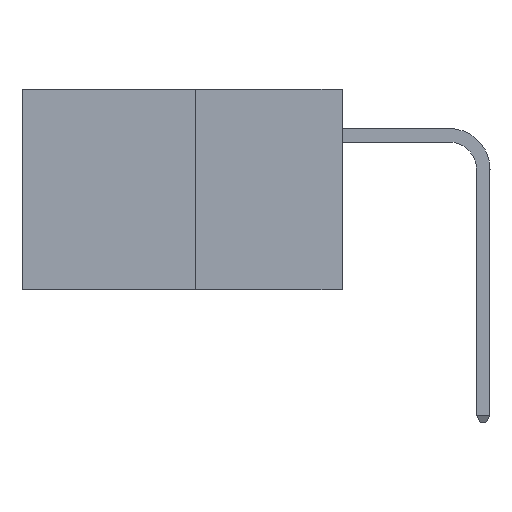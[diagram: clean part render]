
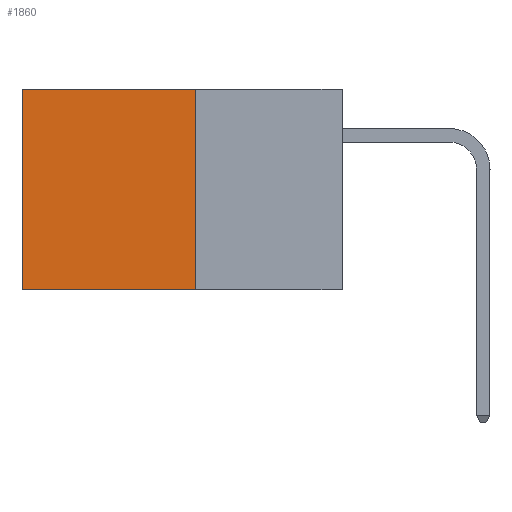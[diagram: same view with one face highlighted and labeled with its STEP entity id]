
A CAD part, left-side view. The second image highlights one B-rep face of the part: STEP entity #1860.
In plain terms, the highlighted planar face has unit normal (-1, 0, 0).
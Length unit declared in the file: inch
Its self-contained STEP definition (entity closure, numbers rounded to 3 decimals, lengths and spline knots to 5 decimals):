
#24 = EDGE_LOOP ( 'NONE', ( #10094, #8481, #5011, #2695 ) ) ;
#595 = AXIS2_PLACEMENT_3D ( 'NONE', #4671, #3873, #9549 ) ;
#862 = EDGE_CURVE ( 'NONE', #12671, #12191, #13743, .T. ) ;
#1214 = CARTESIAN_POINT ( 'NONE',  ( 0.277, 0.27, 0. ) ) ;
#1241 = DIRECTION ( 'NONE',  ( 0., 1., 0. ) ) ;
#1600 = DIRECTION ( 'NONE',  ( 0., 1., 0. ) ) ;
#1691 = CARTESIAN_POINT ( 'NONE',  ( 0.277, 0.27, 0. ) ) ;
#1860 = ADVANCED_FACE ( 'NONE', ( #6248 ), #10971, .F. ) ;
#2695 = ORIENTED_EDGE ( 'NONE', *, *, #4151, .T. ) ;
#3873 = DIRECTION ( 'NONE',  ( 1., 0., 0. ) ) ;
#4151 = EDGE_CURVE ( 'NONE', #4214, #12671, #7462, .T. ) ;
#4214 = VERTEX_POINT ( 'NONE', #1214 ) ;
#4249 = CARTESIAN_POINT ( 'NONE',  ( 0.277, 0.27, -0.37 ) ) ;
#4320 = LINE ( 'NONE', #15015, #13106 ) ;
#4324 = VECTOR ( 'NONE', #1600, 39.37008 ) ;
#4671 = CARTESIAN_POINT ( 'NONE',  ( 0.277, 0.27, -0.37 ) ) ;
#4813 = VERTEX_POINT ( 'NONE', #4249 ) ;
#5011 = ORIENTED_EDGE ( 'NONE', *, *, #13227, .F. ) ;
#6248 = FACE_OUTER_BOUND ( 'NONE', #24, .T. ) ;
#7462 = LINE ( 'NONE', #1691, #4324 ) ;
#7797 = DIRECTION ( 'NONE',  ( 0., 0., -1. ) ) ;
#8135 = CARTESIAN_POINT ( 'NONE',  ( 0.277, 0.59, -0.37 ) ) ;
#8324 = VECTOR ( 'NONE', #14672, 39.37008 ) ;
#8481 = ORIENTED_EDGE ( 'NONE', *, *, #9639, .F. ) ;
#9081 = CARTESIAN_POINT ( 'NONE',  ( 0.277, 0.27, -0.37 ) ) ;
#9549 = DIRECTION ( 'NONE',  ( 0., 0., -1. ) ) ;
#9639 = EDGE_CURVE ( 'NONE', #4813, #12191, #4320, .T. ) ;
#10094 = ORIENTED_EDGE ( 'NONE', *, *, #862, .T. ) ;
#10804 = VECTOR ( 'NONE', #7797, 39.37008 ) ;
#10971 = PLANE ( 'NONE',  #595 ) ;
#11144 = CARTESIAN_POINT ( 'NONE',  ( 0.277, 0.59, -0.37 ) ) ;
#11715 = CARTESIAN_POINT ( 'NONE',  ( 0.277, 0.59, 0. ) ) ;
#11730 = LINE ( 'NONE', #9081, #8324 ) ;
#12191 = VERTEX_POINT ( 'NONE', #11144 ) ;
#12671 = VERTEX_POINT ( 'NONE', #11715 ) ;
#13106 = VECTOR ( 'NONE', #1241, 39.37008 ) ;
#13227 = EDGE_CURVE ( 'NONE', #4214, #4813, #11730, .T. ) ;
#13743 = LINE ( 'NONE', #8135, #10804 ) ;
#14672 = DIRECTION ( 'NONE',  ( 0., 0., -1. ) ) ;
#15015 = CARTESIAN_POINT ( 'NONE',  ( 0.277, 0.27, -0.37 ) ) ;
